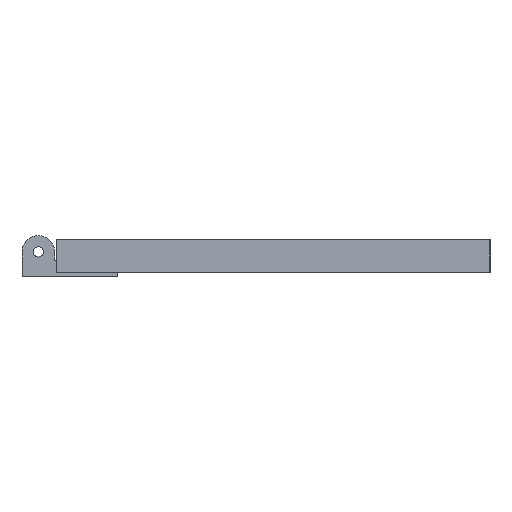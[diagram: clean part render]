
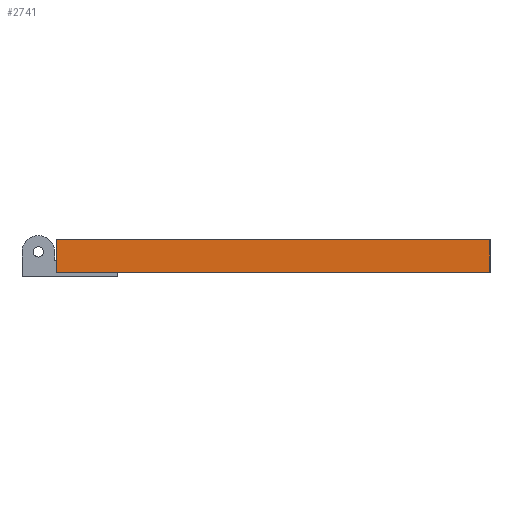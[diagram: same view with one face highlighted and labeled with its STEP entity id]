
A CAD part, front view. The second image highlights one B-rep face of the part: STEP entity #2741.
In plain terms, the highlighted planar face has unit normal (0, -1, 0).
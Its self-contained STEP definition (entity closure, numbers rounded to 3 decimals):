
#36 = CARTESIAN_POINT ( 'NONE',  ( -119.352, 288., -98. ) ) ;
#225 = ORIENTED_EDGE ( 'NONE', *, *, #6527, .T. ) ;
#1027 = CARTESIAN_POINT ( 'NONE',  ( -119.352, 288., 8. ) ) ;
#1397 = EDGE_LOOP ( 'NONE', ( #225, #8240, #7938, #8214 ) ) ;
#1424 = FACE_OUTER_BOUND ( 'NONE', #1397, .T. ) ;
#1639 = DIRECTION ( 'NONE',  ( 0., 0., 1. ) ) ;
#1654 = LINE ( 'NONE', #2756, #3991 ) ;
#1864 = LINE ( 'NONE', #36, #7569 ) ;
#2187 = DIRECTION ( 'NONE',  ( 0., 0., 1. ) ) ;
#2741 = ADVANCED_FACE ( 'NONE', ( #1424 ), #6913, .F. ) ;
#2756 = CARTESIAN_POINT ( 'NONE',  ( -127.352, 288., -98. ) ) ;
#2914 = EDGE_CURVE ( 'NONE', #7492, #4297, #1654, .T. ) ;
#3289 = LINE ( 'NONE', #6236, #8992 ) ;
#3347 = VERTEX_POINT ( 'NONE', #8152 ) ;
#3517 = DIRECTION ( 'NONE',  ( 1., 0., 0. ) ) ;
#3755 = CARTESIAN_POINT ( 'NONE',  ( -127.352, 288., -98. ) ) ;
#3991 = VECTOR ( 'NONE', #4931, 1000. ) ;
#4142 = VERTEX_POINT ( 'NONE', #1027 ) ;
#4208 = LINE ( 'NONE', #3755, #5882 ) ;
#4297 = VERTEX_POINT ( 'NONE', #7668 ) ;
#4739 = CARTESIAN_POINT ( 'NONE',  ( -127.352, 288., -98. ) ) ;
#4931 = DIRECTION ( 'NONE',  ( 1., 0., 0. ) ) ;
#5173 = AXIS2_PLACEMENT_3D ( 'NONE', #4739, #9090, #6182 ) ;
#5291 = CARTESIAN_POINT ( 'NONE',  ( -127.352, 288., -98. ) ) ;
#5882 = VECTOR ( 'NONE', #1639, 1000. ) ;
#6182 = DIRECTION ( 'NONE',  ( 0., 0., 1. ) ) ;
#6236 = CARTESIAN_POINT ( 'NONE',  ( -127.352, 288., 8. ) ) ;
#6527 = EDGE_CURVE ( 'NONE', #4297, #4142, #1864, .T. ) ;
#6668 = EDGE_CURVE ( 'NONE', #7492, #3347, #4208, .T. ) ;
#6913 = PLANE ( 'NONE',  #5173 ) ;
#7492 = VERTEX_POINT ( 'NONE', #5291 ) ;
#7569 = VECTOR ( 'NONE', #2187, 1000. ) ;
#7668 = CARTESIAN_POINT ( 'NONE',  ( -119.352, 288., -98. ) ) ;
#7938 = ORIENTED_EDGE ( 'NONE', *, *, #6668, .F. ) ;
#8152 = CARTESIAN_POINT ( 'NONE',  ( -127.352, 288., 8. ) ) ;
#8214 = ORIENTED_EDGE ( 'NONE', *, *, #2914, .T. ) ;
#8240 = ORIENTED_EDGE ( 'NONE', *, *, #8515, .F. ) ;
#8515 = EDGE_CURVE ( 'NONE', #3347, #4142, #3289, .T. ) ;
#8992 = VECTOR ( 'NONE', #3517, 1000. ) ;
#9090 = DIRECTION ( 'NONE',  ( 0., 1., 0. ) ) ;
